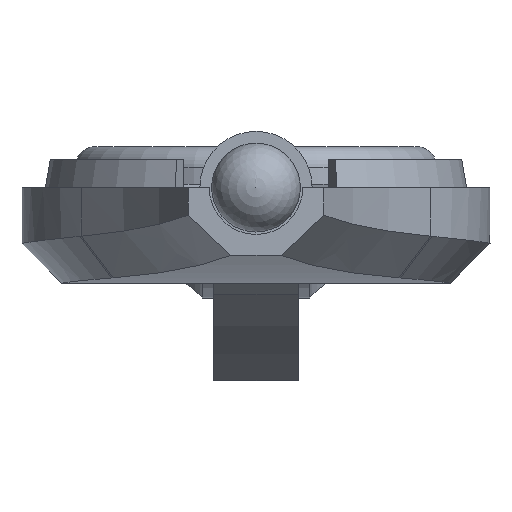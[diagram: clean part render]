
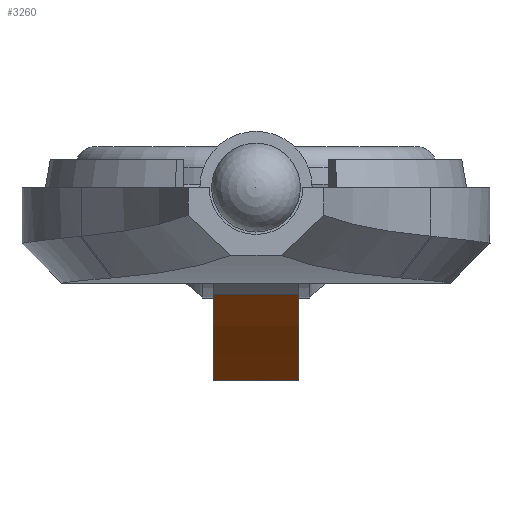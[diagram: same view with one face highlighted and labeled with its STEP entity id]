
A CAD part, front view. The second image highlights one B-rep face of the part: STEP entity #3260.
In plain terms, the highlighted cylindrical face has radius 37.643 mm (diameter 75.287 mm), a partial arc.
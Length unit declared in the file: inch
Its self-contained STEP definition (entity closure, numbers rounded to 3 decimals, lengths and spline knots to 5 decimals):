
#148=CYLINDRICAL_SURFACE('',#3578,1.48202);
#322=CIRCLE('',#3579,1.48202);
#323=CIRCLE('',#3580,1.48202);
#500=FACE_OUTER_BOUND('',#696,.T.);
#696=EDGE_LOOP('',(#2862,#2863,#2864,#2865));
#953=LINE('',#6325,#1231);
#954=LINE('',#6329,#1232);
#1231=VECTOR('',#4312,0.3937);
#1232=VECTOR('',#4315,0.3937);
#1547=VERTEX_POINT('',#6323);
#1548=VERTEX_POINT('',#6324);
#1549=VERTEX_POINT('',#6326);
#1550=VERTEX_POINT('',#6328);
#1995=EDGE_CURVE('',#1547,#1548,#953,.T.);
#1996=EDGE_CURVE('',#1547,#1549,#322,.T.);
#1997=EDGE_CURVE('',#1550,#1549,#954,.T.);
#1998=EDGE_CURVE('',#1550,#1548,#323,.T.);
#2862=ORIENTED_EDGE('',*,*,#1995,.F.);
#2863=ORIENTED_EDGE('',*,*,#1996,.T.);
#2864=ORIENTED_EDGE('',*,*,#1997,.F.);
#2865=ORIENTED_EDGE('',*,*,#1998,.T.);
#3260=ADVANCED_FACE('',(#500),#148,.T.);
#3578=AXIS2_PLACEMENT_3D('',#6322,#4310,#4311);
#3579=AXIS2_PLACEMENT_3D('',#6327,#4313,#4314);
#3580=AXIS2_PLACEMENT_3D('',#6330,#4316,#4317);
#4310=DIRECTION('center_axis',(-1.,0.,0.));
#4311=DIRECTION('ref_axis',(0.,-0.677,-0.736));
#4312=DIRECTION('',(-1.,0.,0.));
#4313=DIRECTION('center_axis',(-1.,0.,0.));
#4314=DIRECTION('ref_axis',(0.,-0.677,-0.736));
#4315=DIRECTION('',(1.,0.,0.));
#4316=DIRECTION('center_axis',(1.,0.,0.));
#4317=DIRECTION('ref_axis',(0.,-0.677,-0.736));
#6322=CARTESIAN_POINT('Origin',(0.,1.69242,0.86281));
#6323=CARTESIAN_POINT('',(0.09,0.93715,-0.41232));
#6324=CARTESIAN_POINT('',(-0.09,0.93715,-0.41232));
#6325=CARTESIAN_POINT('',(0.,0.93715,-0.41232));
#6326=CARTESIAN_POINT('',(0.09,0.68846,-0.22735));
#6327=CARTESIAN_POINT('Origin',(0.09,1.69242,0.86281));
#6328=CARTESIAN_POINT('',(-0.09,0.68846,-0.22735));
#6329=CARTESIAN_POINT('',(0.,0.68846,-0.22735));
#6330=CARTESIAN_POINT('Origin',(-0.09,1.69242,0.86281));
